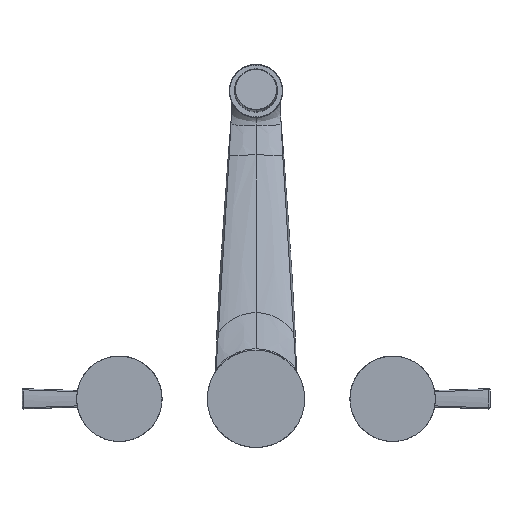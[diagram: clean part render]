
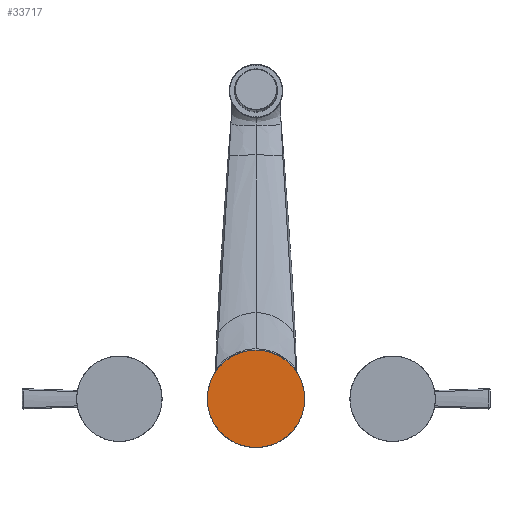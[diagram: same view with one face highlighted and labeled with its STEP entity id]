
A CAD part, front view. The second image highlights one B-rep face of the part: STEP entity #33717.
In plain terms, the highlighted planar face has unit normal (0, -1, 0).
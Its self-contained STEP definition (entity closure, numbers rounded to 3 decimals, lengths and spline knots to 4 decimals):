
#12477=CARTESIAN_POINT('',(0.,0.,0.));
#12478=DIRECTION('',(0.,-1.,0.));
#12479=DIRECTION('',(1.,0.,0.));
#12480=AXIS2_PLACEMENT_3D('',#12477,#12478,#12479);
#12482=CARTESIAN_POINT('',(0.,0.,0.));
#12483=DIRECTION('',(0.,1.,0.));
#12484=DIRECTION('',(1.,0.,0.));
#12485=AXIS2_PLACEMENT_3D('',#12482,#12483,#12484);
#12511=CARTESIAN_POINT('',(1.425,0.,0.));
#12513=VERTEX_POINT('',#12511);
#12519=CARTESIAN_POINT('',(-1.425,0.,0.));
#12521=VERTEX_POINT('',#12519);
#33708=CARTESIAN_POINT('',(0.,0.,0.));
#33709=DIRECTION('',(0.,1.,0.));
#33710=DIRECTION('',(-1.,0.,0.));
#33711=AXIS2_PLACEMENT_3D('',#33708,#33709,#33710);
#33712=PLANE('',#33711);
#33713=ORIENTED_EDGE('',*,*,#33701,.F.);
#33714=ORIENTED_EDGE('',*,*,#33690,.T.);
#33715=EDGE_LOOP('',(#33713,#33714));
#33716=FACE_OUTER_BOUND('',#33715,.F.);
#33717=ADVANCED_FACE('',(#33716),#33712,.F.);
#12481=CIRCLE('',#12480,1.425);
#12486=CIRCLE('',#12485,1.425);
#33690=EDGE_CURVE('',#12513,#12521,#12486,.T.);
#33701=EDGE_CURVE('',#12513,#12521,#12481,.T.);
